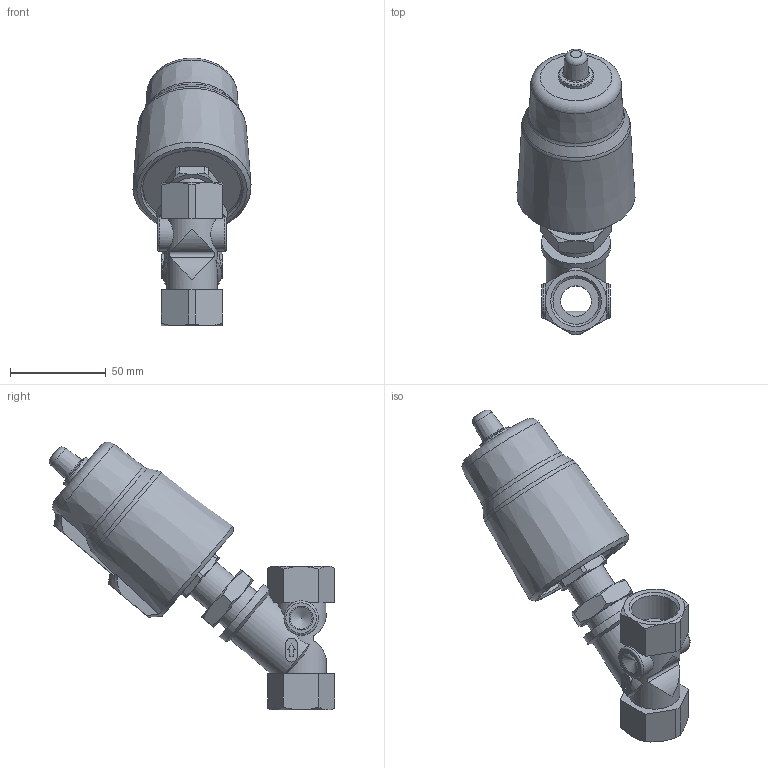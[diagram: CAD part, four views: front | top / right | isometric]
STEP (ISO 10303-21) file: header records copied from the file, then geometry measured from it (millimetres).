
FILE_DESCRIPTION(/* description */ ('STEP AP214'),/* implementation_level */ '2;1');
FILE_NAME(/* name */ '3535644_VZXF-L-M22C-M-B-G34-160-M1-H3B1T-50-16',/* time_stamp */ '2024-09-18T13:15:58+02:00',/* author */ ('License CC BY-ND 4.0'),/* organization */ ('CADENAS'),/* preprocessor_version */ 'ST-DEVELOPER v19.3',/* originating_system */ 'PARTsolutions',/* authorisation */ ' ');
FILE_SCHEMA (('AUTOMOTIVE_DESIGN {1 0 10303 214 3 1 1}'));
Length unit declared in the file: millimetre
Products named in the file (2): 3535644 VZXF-L-M22C-M-B-G34-160-M1-H3B1T-50-16; 1001805 VZXF-L-M22C-M-B-G34-160-H3B1T-50-16---(V)
Assembly tree (1 placements, depth 2):
  3535644 VZXF-L-M22C-M-B-G34-160-M1-H3B1T-50-16
    1001805 VZXF-L-M22C-M-B-G34-160-H3B1T-50-16---(V)
Bounding box: 61.69 x 149.1 x 140 mm (x, y, z)
Volume: 271575.8 mm3; surface area: 40448.3 mm2
Topology: 1 solids, 1 shells, 164 faces, 394 edges, 249 vertices
Faces by surface type: plane 75, cone 48, cylinder 31, torus 10
Full cylindrical faces by diameter (mm): 8.566 x1, 16 x1, 18 x2, 18.2 x1, 22 x1, 24.117 x2, 25 x1, 36 x1, 51.7 x1
Entity records: 4884 total; most frequent: CARTESIAN_POINT 1308, ORIENTED_EDGE 712, DIRECTION 699, EDGE_CURVE 356, AXIS2_PLACEMENT_3D 293, VERTEX_POINT 242, FACE_BOUND 214, EDGE_LOOP 212
